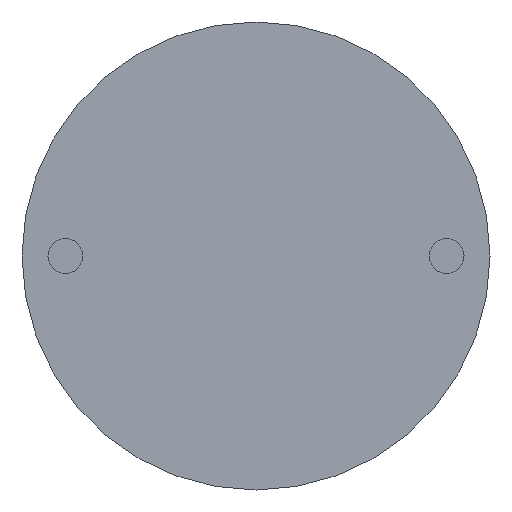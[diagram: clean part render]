
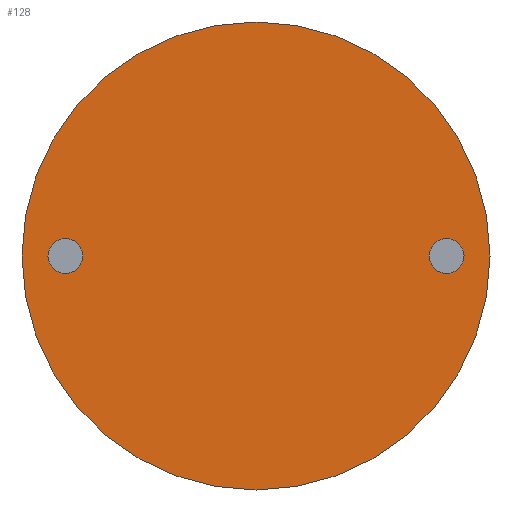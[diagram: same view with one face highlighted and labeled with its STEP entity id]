
A CAD part, left-side view. The second image highlights one B-rep face of the part: STEP entity #128.
In plain terms, the highlighted planar face has unit normal (-1, 0, 0).
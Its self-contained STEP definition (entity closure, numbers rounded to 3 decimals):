
#15=FACE_BOUND('',#41,.T.);
#16=FACE_BOUND('',#42,.T.);
#21=PLANE('',#161);
#30=FACE_OUTER_BOUND('',#40,.T.);
#40=EDGE_LOOP('',(#110));
#41=EDGE_LOOP('',(#111));
#42=EDGE_LOOP('',(#112));
#52=CIRCLE('',#145,0.2);
#54=CIRCLE('',#149,0.2);
#60=CIRCLE('',#159,2.7);
#62=VERTEX_POINT('',#210);
#64=VERTEX_POINT('',#217);
#70=VERTEX_POINT('',#235);
#73=EDGE_CURVE('',#62,#62,#52,.T.);
#76=EDGE_CURVE('',#64,#64,#54,.T.);
#84=EDGE_CURVE('',#70,#70,#60,.T.);
#110=ORIENTED_EDGE('',*,*,#84,.F.);
#111=ORIENTED_EDGE('',*,*,#73,.T.);
#112=ORIENTED_EDGE('',*,*,#76,.T.);
#128=ADVANCED_FACE('',(#30,#15,#16),#21,.F.);
#145=AXIS2_PLACEMENT_3D('',#212,#169,#170);
#149=AXIS2_PLACEMENT_3D('',#219,#178,#179);
#159=AXIS2_PLACEMENT_3D('',#237,#200,#201);
#161=AXIS2_PLACEMENT_3D('',#239,#204,#205);
#169=DIRECTION('center_axis',(1.,0.,0.));
#170=DIRECTION('ref_axis',(0.,-1.,0.));
#178=DIRECTION('center_axis',(1.,0.,0.));
#179=DIRECTION('ref_axis',(0.,-1.,0.));
#200=DIRECTION('center_axis',(1.,0.,0.));
#201=DIRECTION('ref_axis',(0.,1.,0.));
#204=DIRECTION('center_axis',(1.,0.,0.));
#205=DIRECTION('ref_axis',(0.,1.,0.));
#210=CARTESIAN_POINT('',(0.,-2.,0.));
#212=CARTESIAN_POINT('Origin',(0.,-2.2,0.));
#217=CARTESIAN_POINT('',(0.,2.4,0.));
#219=CARTESIAN_POINT('Origin',(0.,2.2,0.));
#235=CARTESIAN_POINT('',(0.,-2.7,0.));
#237=CARTESIAN_POINT('Origin',(0.,0.,0.));
#239=CARTESIAN_POINT('Origin',(0.,0.,0.));
